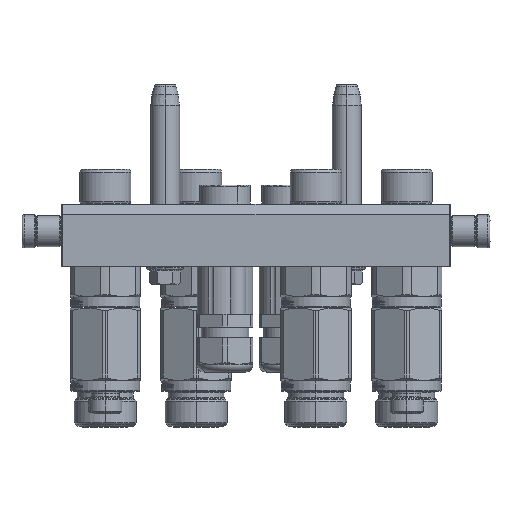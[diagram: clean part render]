
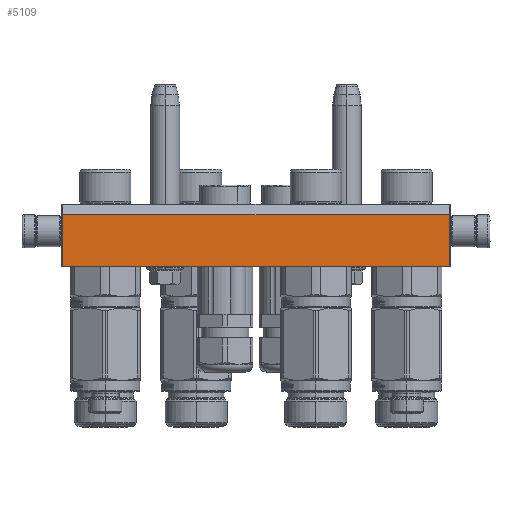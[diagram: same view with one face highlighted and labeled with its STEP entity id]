
A CAD part, left-side view. The second image highlights one B-rep face of the part: STEP entity #5109.
In plain terms, the highlighted face is planar.
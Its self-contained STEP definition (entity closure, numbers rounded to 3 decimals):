
#1577 = LINE ( 'NONE', #44745, #39734 ) ;
#2332 = ORIENTED_EDGE ( 'NONE', *, *, #59422, .F. ) ;
#5109 = ADVANCED_FACE ( 'NONE', ( #11429 ), #61635, .T. ) ;
#11429 = FACE_OUTER_BOUND ( 'NONE', #16484, .T. ) ;
#16479 = VERTEX_POINT ( 'NONE', #82483 ) ;
#16484 = EDGE_LOOP ( 'NONE', ( #2332, #26773, #55912, #59459 ) ) ;
#17069 = DIRECTION ( 'NONE',  ( 0., 0., -1. ) ) ;
#20583 = LINE ( 'NONE', #65485, #62771 ) ;
#25140 = VECTOR ( 'NONE', #40956, 1000. ) ;
#25997 = LINE ( 'NONE', #72256, #64159 ) ;
#26680 = VERTEX_POINT ( 'NONE', #26954 ) ;
#26773 = ORIENTED_EDGE ( 'NONE', *, *, #75450, .F. ) ;
#26954 = CARTESIAN_POINT ( 'NONE',  ( -93.5, -10., -45. ) ) ;
#28870 = CARTESIAN_POINT ( 'NONE',  ( -93.5, -10., -45. ) ) ;
#39734 = VECTOR ( 'NONE', #70000, 1000. ) ;
#40956 = DIRECTION ( 'NONE',  ( 0., 1., 0. ) ) ;
#43121 = CARTESIAN_POINT ( 'NONE',  ( 94., -15., -45. ) ) ;
#43401 = DIRECTION ( 'NONE',  ( -1., 0., 0. ) ) ;
#44330 = CARTESIAN_POINT ( 'NONE',  ( -93.5, 15., -45. ) ) ;
#44745 = CARTESIAN_POINT ( 'NONE',  ( -93.5, -10., -45. ) ) ;
#45417 = CARTESIAN_POINT ( 'NONE',  ( 93.5, -10., -45. ) ) ;
#55912 = ORIENTED_EDGE ( 'NONE', *, *, #75071, .F. ) ;
#59422 = EDGE_CURVE ( 'NONE', #16479, #65470, #25997, .T. ) ;
#59459 = ORIENTED_EDGE ( 'NONE', *, *, #68902, .T. ) ;
#61635 = PLANE ( 'NONE',  #66714 ) ;
#62771 = VECTOR ( 'NONE', #78258, 1000. ) ;
#64159 = VECTOR ( 'NONE', #65872, 1000. ) ;
#65470 = VERTEX_POINT ( 'NONE', #44330 ) ;
#65485 = CARTESIAN_POINT ( 'NONE',  ( 93.5, -10., -45. ) ) ;
#65872 = DIRECTION ( 'NONE',  ( -1., 0., 0. ) ) ;
#66714 = AXIS2_PLACEMENT_3D ( 'NONE', #43121, #17069, #43401 ) ;
#68902 = EDGE_CURVE ( 'NONE', #26680, #65470, #81198, .T. ) ;
#70000 = DIRECTION ( 'NONE',  ( 1., 0., 0. ) ) ;
#70653 = VERTEX_POINT ( 'NONE', #45417 ) ;
#72256 = CARTESIAN_POINT ( 'NONE',  ( 93.5, 15., -45. ) ) ;
#75071 = EDGE_CURVE ( 'NONE', #26680, #70653, #1577, .T. ) ;
#75450 = EDGE_CURVE ( 'NONE', #70653, #16479, #20583, .T. ) ;
#78258 = DIRECTION ( 'NONE',  ( 0., 1., 0. ) ) ;
#81198 = LINE ( 'NONE', #28870, #25140 ) ;
#82483 = CARTESIAN_POINT ( 'NONE',  ( 93.5, 15., -45. ) ) ;
